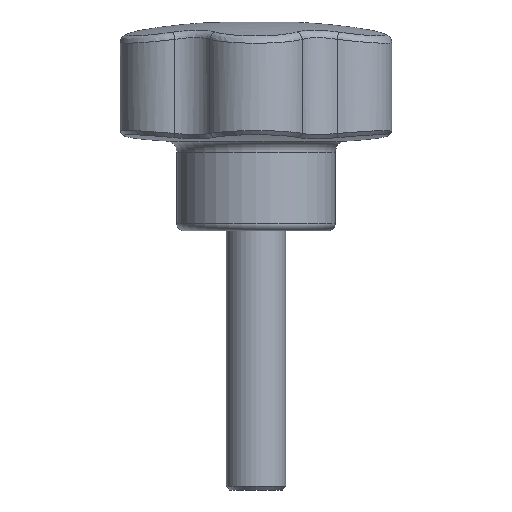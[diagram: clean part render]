
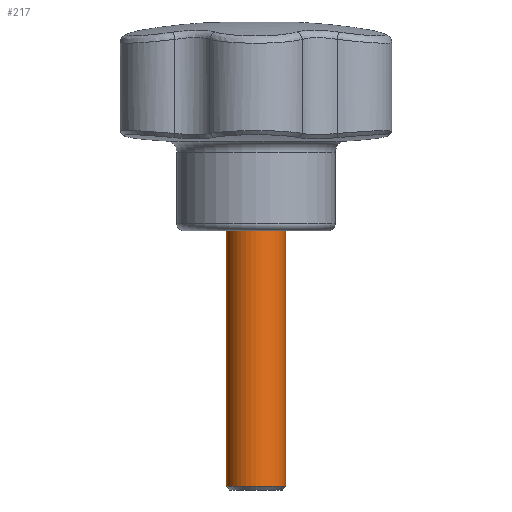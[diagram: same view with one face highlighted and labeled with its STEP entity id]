
A CAD part, front view. The second image highlights one B-rep face of the part: STEP entity #217.
In plain terms, the highlighted cylindrical face has radius 4 mm (diameter 8 mm), a full revolution.
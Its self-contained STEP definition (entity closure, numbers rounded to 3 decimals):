
#217 = ADVANCED_FACE( '', ( #449, #450 ), #451, .T. );
#449 = FACE_OUTER_BOUND( '', #3526, .T. );
#450 = FACE_OUTER_BOUND( '', #3527, .T. );
#451 = CYLINDRICAL_SURFACE( '', #3528, 4. );
#3526 = EDGE_LOOP( '', ( #4013 ) );
#3527 = EDGE_LOOP( '', ( #4014 ) );
#3528 = AXIS2_PLACEMENT_3D( '', #4015, #4016, #4017 );
#4013 = ORIENTED_EDGE( '', *, *, #4121, .T. );
#4014 = ORIENTED_EDGE( '', *, *, #4049, .F. );
#4015 = CARTESIAN_POINT( '', ( 0., 0., -34.8 ) );
#4016 = DIRECTION( '', ( 0., 0., -1. ) );
#4017 = DIRECTION( '', ( 1., 0., 0. ) );
#4049 = EDGE_CURVE( '', #4291, #4291, #4292, .T. );
#4121 = EDGE_CURVE( '', #4411, #4411, #4412, .T. );
#4291 = VERTEX_POINT( '', #4677 );
#4292 = CIRCLE( '', #4678, 4. );
#4411 = VERTEX_POINT( '', #5966 );
#4412 = CIRCLE( '', #5967, 4. );
#4677 = CARTESIAN_POINT( '', ( 4., 0., 0.2 ) );
#4678 = AXIS2_PLACEMENT_3D( '', #6989, #6990, #6991 );
#5966 = CARTESIAN_POINT( '', ( 4., 0., -34.3 ) );
#5967 = AXIS2_PLACEMENT_3D( '', #7041, #7042, #7043 );
#6989 = CARTESIAN_POINT( '', ( 0., 0., 0.2 ) );
#6990 = DIRECTION( '', ( 0., 0., 1. ) );
#6991 = DIRECTION( '', ( 1., 0., 0. ) );
#7041 = CARTESIAN_POINT( '', ( 0., 0., -34.3 ) );
#7042 = DIRECTION( '', ( 0., 0., 1. ) );
#7043 = DIRECTION( '', ( 1., 0., 0. ) );
